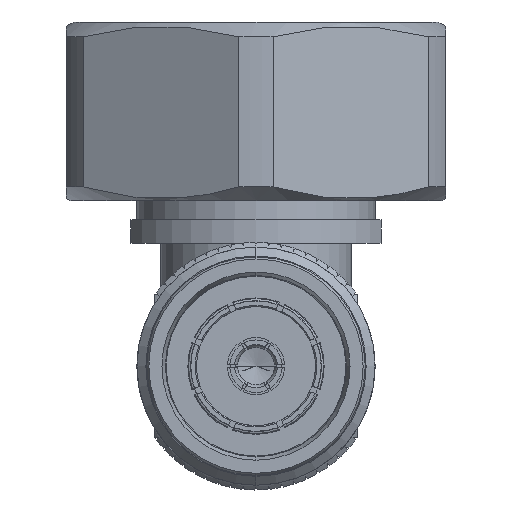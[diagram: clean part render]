
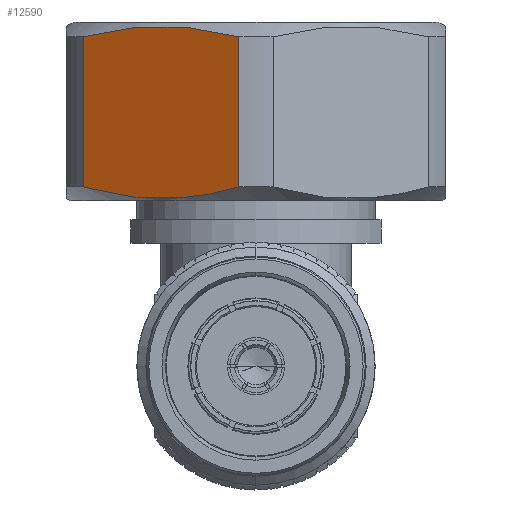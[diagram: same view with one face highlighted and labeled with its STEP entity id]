
A CAD part, left-side view. The second image highlights one B-rep face of the part: STEP entity #12590.
In plain terms, the highlighted face is planar.
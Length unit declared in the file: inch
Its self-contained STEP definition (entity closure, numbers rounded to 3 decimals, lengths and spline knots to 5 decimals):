
#295 = CARTESIAN_POINT ( 'NONE',  ( 0.03331, 0.39471, 0.57063 ) ) ;
#392 = CARTESIAN_POINT ( 'NONE',  ( 0.02225, 0.66705, 0.09909 ) ) ;
#734 = LINE ( 'NONE', #15187, #3260 ) ;
#743 = CARTESIAN_POINT ( 'NONE',  ( 0.56106, 0.60653, 0.20387 ) ) ;
#915 = CARTESIAN_POINT ( 'NONE',  ( 0.56833, 0.53644, 0.32523 ) ) ;
#1229 = DIRECTION ( 'NONE',  ( 1., 0., 0. ) ) ;
#1774 = CARTESIAN_POINT ( 'NONE',  ( 0.02226, 0.41913, 0.52833 ) ) ;
#2218 = DIRECTION ( 'NONE',  ( -1., 0., 0. ) ) ;
#2225 = CARTESIAN_POINT ( 'NONE',  ( 0.5297, 0.39471, 0.57063 ) ) ;
#2323 = EDGE_CURVE ( 'NONE', #9215, #5093, #734, .T. ) ;
#2372 = DIRECTION ( 'NONE',  ( 0., 0.866, 0.5 ) ) ;
#2436 = CARTESIAN_POINT ( 'NONE',  ( 0.03331, 0.39471, 0.57063 ) ) ;
#2810 = LINE ( 'NONE', #8508, #17307 ) ;
#3260 = VECTOR ( 'NONE', #2218, 39.37008 ) ;
#3488 = FACE_OUTER_BOUND ( 'NONE', #17369, .T. ) ;
#3517 = CARTESIAN_POINT ( 'NONE',  ( 0.55775, 0.46672, 0.44594 ) ) ;
#3720 = CARTESIAN_POINT ( 'NONE',  ( 0.53601, 0.4074, 0.54865 ) ) ;
#3775 = PLANE ( 'NONE',  #12823 ) ;
#3805 = CARTESIAN_POINT ( 'NONE',  ( 0.54429, 0.42611, 0.51626 ) ) ;
#3947 = CARTESIAN_POINT ( 'NONE',  ( 0.03331, 0.69152, 0.05672 ) ) ;
#4365 = CARTESIAN_POINT ( 'NONE',  ( 0.5297, 0.39471, 0.57063 ) ) ;
#4856 = CARTESIAN_POINT ( 'NONE',  ( 0.01335, 0.64242, 0.14173 ) ) ;
#5093 = VERTEX_POINT ( 'NONE', #3947 ) ;
#5296 = CARTESIAN_POINT ( 'NONE',  ( 0.559, 0.61483, 0.18949 ) ) ;
#5332 = EDGE_CURVE ( 'NONE', #9187, #5093, #12871, .T. ) ;
#6507 = CARTESIAN_POINT ( 'NONE',  ( 0.55971, 0.61206, 0.19429 ) ) ;
#6602 = CARTESIAN_POINT ( 'NONE',  ( 0.56842, 0.55489, 0.29328 ) ) ;
#7473 = CARTESIAN_POINT ( 'NONE',  ( 0.01341, 0.44366, 0.48586 ) ) ;
#7925 = CARTESIAN_POINT ( 'NONE',  ( 0.56717, 0.57352, 0.26102 ) ) ;
#7930 = ORIENTED_EDGE ( 'NONE', *, *, #5332, .F. ) ;
#7994 = ORIENTED_EDGE ( 'NONE', *, *, #10237, .T. ) ;
#8394 = B_SPLINE_CURVE_WITH_KNOTS ( 'NONE', 3,
 ( #2225, #3720, #3805, #18096, #10824, #12026, #13410, #3517, #17717, #9509, #13609, #15012, #16505, #11010, #915, #9216, #6602, #7925, #12299, #743, #6507, #5296, #10926, #14914, #16687, #16600, #15194, #12201 ),
 .UNSPECIFIED., .F., .F.,
 ( 4, 1, 1, 1, 1, 1, 2, 2, 1, 1, 2, 2, 1, 1, 1, 1, 1, 2, 2, 4 ),
 ( 0., 0.125, 0.1875, 0.21875, 0.23437, 0.24219, 0.24609, 0.25, 0.375, 0.4375, 0.46875, 0.5, 0.625, 0.6875, 0.71875, 0.73437, 0.74219, 0.74609, 0.75, 1. ),
 .UNSPECIFIED. ) ;
#8508 = CARTESIAN_POINT ( 'NONE',  ( -0.44331, 0.39471, 0.57063 ) ) ;
#8692 = CARTESIAN_POINT ( 'NONE',  ( 0.03331, 0.69152, 0.05672 ) ) ;
#8828 = ORIENTED_EDGE ( 'NONE', *, *, #2323, .T. ) ;
#9187 = VERTEX_POINT ( 'NONE', #2436 ) ;
#9215 = VERTEX_POINT ( 'NONE', #10638 ) ;
#9216 = CARTESIAN_POINT ( 'NONE',  ( 0.56839, 0.53947, 0.31997 ) ) ;
#9256 = EDGE_CURVE ( 'NONE', #16550, #9215, #8394, .T. ) ;
#9509 = CARTESIAN_POINT ( 'NONE',  ( 0.55805, 0.4678, 0.44407 ) ) ;
#10237 = EDGE_CURVE ( 'NONE', #9187, #16550, #2810, .T. ) ;
#10638 = CARTESIAN_POINT ( 'NONE',  ( 0.5297, 0.69152, 0.05672 ) ) ;
#10824 = CARTESIAN_POINT ( 'NONE',  ( 0.5552, 0.45782, 0.46135 ) ) ;
#10926 = CARTESIAN_POINT ( 'NONE',  ( 0.55869, 0.61602, 0.18743 ) ) ;
#11010 = CARTESIAN_POINT ( 'NONE',  ( 0.5681, 0.53031, 0.33585 ) ) ;
#11683 = CARTESIAN_POINT ( 'NONE',  ( 0.00131, 0.49297, 0.40049 ) ) ;
#12026 = CARTESIAN_POINT ( 'NONE',  ( 0.55672, 0.46302, 0.45235 ) ) ;
#12175 = ORIENTED_EDGE ( 'NONE', *, *, #9256, .T. ) ;
#12201 = CARTESIAN_POINT ( 'NONE',  ( 0.5297, 0.69152, 0.05672 ) ) ;
#12299 = CARTESIAN_POINT ( 'NONE',  ( 0.56347, 0.59549, 0.22299 ) ) ;
#12590 = ADVANCED_FACE ( 'NONE', ( #3488 ), #3775, .T. ) ;
#12823 = AXIS2_PLACEMENT_3D ( 'NONE', #18068, #2372, #17961 ) ;
#12871 = B_SPLINE_CURVE_WITH_KNOTS ( 'NONE', 3,
 ( #295, #1774, #7473, #11683, #15983, #14577, #13161, #4856, #392, #8692 ),
 .UNSPECIFIED., .F., .F.,
 ( 4, 2, 2, 2, 4 ),
 ( 0.00001, 0.00379, 0.00757, 0.01135, 0.01514 ),
 .UNSPECIFIED. ) ;
#13161 = CARTESIAN_POINT ( 'NONE',  ( 0.00121, 0.59274, 0.22775 ) ) ;
#13410 = CARTESIAN_POINT ( 'NONE',  ( 0.55745, 0.46561, 0.44786 ) ) ;
#13609 = CARTESIAN_POINT ( 'NONE',  ( 0.56154, 0.48076, 0.42164 ) ) ;
#14577 = CARTESIAN_POINT ( 'NONE',  ( -0.00198, 0.56759, 0.27129 ) ) ;
#14914 = CARTESIAN_POINT ( 'NONE',  ( 0.55848, 0.61681, 0.18606 ) ) ;
#15012 = CARTESIAN_POINT ( 'NONE',  ( 0.56536, 0.49947, 0.38923 ) ) ;
#15187 = CARTESIAN_POINT ( 'NONE',  ( -0.44331, 0.69152, 0.05672 ) ) ;
#15194 = CARTESIAN_POINT ( 'NONE',  ( 0.54238, 0.66597, 0.10095 ) ) ;
#15983 = CARTESIAN_POINT ( 'NONE',  ( -0.0019, 0.51775, 0.35759 ) ) ;
#16505 = CARTESIAN_POINT ( 'NONE',  ( 0.56761, 0.52109, 0.3518 ) ) ;
#16550 = VERTEX_POINT ( 'NONE', #4365 ) ;
#16600 = CARTESIAN_POINT ( 'NONE',  ( 0.55191, 0.64133, 0.14361 ) ) ;
#16687 = CARTESIAN_POINT ( 'NONE',  ( 0.55837, 0.61724, 0.18533 ) ) ;
#17307 = VECTOR ( 'NONE', #1229, 39.37008 ) ;
#17369 = EDGE_LOOP ( 'NONE', ( #7930, #7994, #12175, #8828 ) ) ;
#17717 = CARTESIAN_POINT ( 'NONE',  ( 0.55795, 0.46746, 0.44467 ) ) ;
#17961 = DIRECTION ( 'NONE',  ( 1., 0., 0. ) ) ;
#18068 = CARTESIAN_POINT ( 'NONE',  ( 0.24669, 0.72421, 0.00011 ) ) ;
#18096 = CARTESIAN_POINT ( 'NONE',  ( 0.5519, 0.44735, 0.47949 ) ) ;
